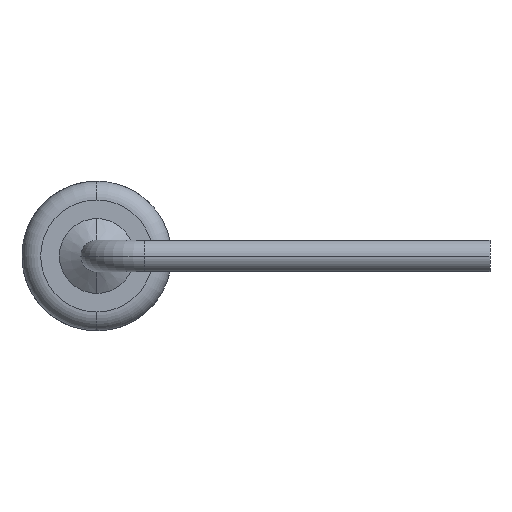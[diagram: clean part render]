
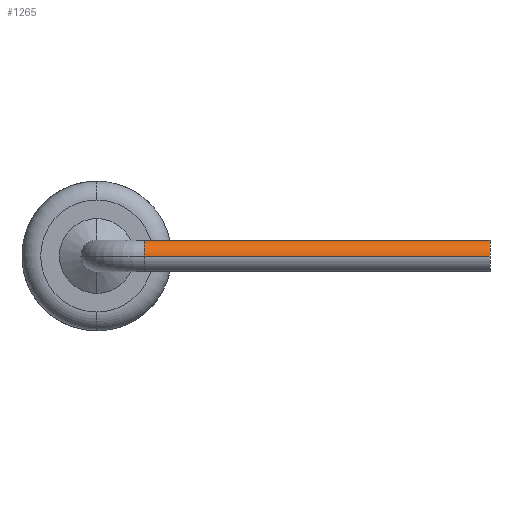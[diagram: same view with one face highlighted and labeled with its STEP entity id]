
A CAD part, left-side view. The second image highlights one B-rep face of the part: STEP entity #1265.
In plain terms, the highlighted cylindrical face has radius 0.229 mm (diameter 0.458 mm), a partial arc.
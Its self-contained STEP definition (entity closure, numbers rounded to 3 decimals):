
#77 = CARTESIAN_POINT ( 'NONE',  ( -0.229, 1.393, 0. ) ) ;
#110 = DIRECTION ( 'NONE',  ( 0., 1., 0. ) ) ;
#156 = VERTEX_POINT ( 'NONE', #982 ) ;
#312 = CYLINDRICAL_SURFACE ( 'NONE', #724, 0.229 ) ;
#419 = CARTESIAN_POINT ( 'NONE',  ( -0.229, -3.6, 0. ) ) ;
#425 = DIRECTION ( 'NONE',  ( 0., 0., -1. ) ) ;
#523 = VERTEX_POINT ( 'NONE', #2101 ) ;
#684 = DIRECTION ( 'NONE',  ( 0., -1., 0. ) ) ;
#724 = AXIS2_PLACEMENT_3D ( 'NONE', #4365, #3318, #2544 ) ;
#982 = CARTESIAN_POINT ( 'NONE',  ( -0.229, 1.393, 0. ) ) ;
#1024 = LINE ( 'NONE', #2440, #2224 ) ;
#1168 = DIRECTION ( 'NONE',  ( 0., 0., -1. ) ) ;
#1265 = ADVANCED_FACE ( 'NONE', ( #3491 ), #312, .T. ) ;
#1282 = EDGE_CURVE ( 'NONE', #2266, #1369, #4071, .T. ) ;
#1316 = EDGE_LOOP ( 'NONE', ( #1581, #3841, #1714, #4195 ) ) ;
#1369 = VERTEX_POINT ( 'NONE', #1389 ) ;
#1389 = CARTESIAN_POINT ( 'NONE',  ( 0.229, -3.6, 0. ) ) ;
#1581 = ORIENTED_EDGE ( 'NONE', *, *, #3587, .F. ) ;
#1714 = ORIENTED_EDGE ( 'NONE', *, *, #1282, .T. ) ;
#1788 = CIRCLE ( 'NONE', #4254, 0.229 ) ;
#1819 = CARTESIAN_POINT ( 'NONE',  ( 0., 1.393, 0. ) ) ;
#2101 = CARTESIAN_POINT ( 'NONE',  ( 0.229, 1.393, 0. ) ) ;
#2185 = DIRECTION ( 'NONE',  ( 0., 1., 0. ) ) ;
#2224 = VECTOR ( 'NONE', #684, 1000. ) ;
#2234 = CARTESIAN_POINT ( 'NONE',  ( 0., -3.6, 0. ) ) ;
#2266 = VERTEX_POINT ( 'NONE', #419 ) ;
#2440 = CARTESIAN_POINT ( 'NONE',  ( 0.229, 1.393, 0. ) ) ;
#2544 = DIRECTION ( 'NONE',  ( 1., 0., 0. ) ) ;
#2761 = VECTOR ( 'NONE', #2868, 1000. ) ;
#2868 = DIRECTION ( 'NONE',  ( 0., -1., 0. ) ) ;
#3203 = EDGE_CURVE ( 'NONE', #156, #2266, #3982, .T. ) ;
#3318 = DIRECTION ( 'NONE',  ( 0., -1., 0. ) ) ;
#3475 = EDGE_CURVE ( 'NONE', #523, #1369, #1024, .T. ) ;
#3491 = FACE_OUTER_BOUND ( 'NONE', #1316, .T. ) ;
#3587 = EDGE_CURVE ( 'NONE', #156, #523, #1788, .T. ) ;
#3767 = AXIS2_PLACEMENT_3D ( 'NONE', #2234, #110, #1168 ) ;
#3841 = ORIENTED_EDGE ( 'NONE', *, *, #3203, .T. ) ;
#3982 = LINE ( 'NONE', #77, #2761 ) ;
#4071 = CIRCLE ( 'NONE', #3767, 0.229 ) ;
#4195 = ORIENTED_EDGE ( 'NONE', *, *, #3475, .F. ) ;
#4254 = AXIS2_PLACEMENT_3D ( 'NONE', #1819, #2185, #425 ) ;
#4365 = CARTESIAN_POINT ( 'NONE',  ( 0., 1.393, 0. ) ) ;
